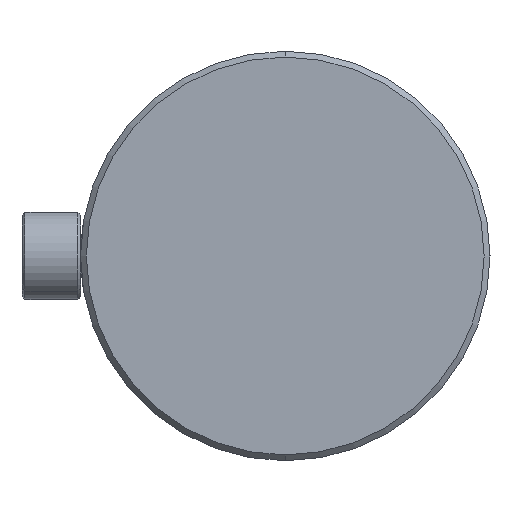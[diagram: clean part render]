
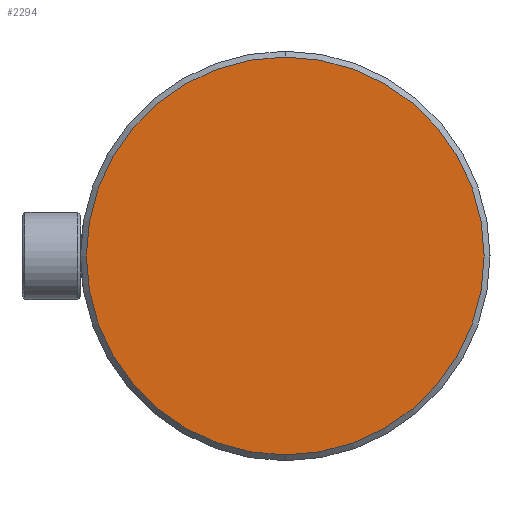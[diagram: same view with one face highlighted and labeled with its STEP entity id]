
A CAD part, left-side view. The second image highlights one B-rep face of the part: STEP entity #2294.
In plain terms, the highlighted planar face has unit normal (-1, 0, 0).
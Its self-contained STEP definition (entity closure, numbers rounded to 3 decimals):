
#34 = CIRCLE ( 'NONE', #728, 68. ) ;
#38 = PLANE ( 'NONE',  #934 ) ;
#83 = VERTEX_POINT ( 'NONE', #1413 ) ;
#86 = DIRECTION ( 'NONE',  ( 0., 0., 1. ) ) ;
#410 = DIRECTION ( 'NONE',  ( 1., 0., 0. ) ) ;
#418 = CARTESIAN_POINT ( 'NONE',  ( -30., 0., -68. ) ) ;
#470 = CARTESIAN_POINT ( 'NONE',  ( -30., 0., 0. ) ) ;
#616 = VERTEX_POINT ( 'NONE', #418 ) ;
#679 = EDGE_CURVE ( 'NONE', #83, #616, #34, .T. ) ;
#728 = AXIS2_PLACEMENT_3D ( 'NONE', #3243, #3203, #1821 ) ;
#824 = ORIENTED_EDGE ( 'NONE', *, *, #679, .F. ) ;
#919 = ORIENTED_EDGE ( 'NONE', *, *, #1810, .F. ) ;
#934 = AXIS2_PLACEMENT_3D ( 'NONE', #470, #1077, #86 ) ;
#1077 = DIRECTION ( 'NONE',  ( -1., 0., 0. ) ) ;
#1315 = DIRECTION ( 'NONE',  ( 0., 0., -1. ) ) ;
#1413 = CARTESIAN_POINT ( 'NONE',  ( -30., 0., 68. ) ) ;
#1473 = AXIS2_PLACEMENT_3D ( 'NONE', #1548, #410, #1315 ) ;
#1548 = CARTESIAN_POINT ( 'NONE',  ( -30., 0., 0. ) ) ;
#1810 = EDGE_CURVE ( 'NONE', #616, #83, #3169, .T. ) ;
#1821 = DIRECTION ( 'NONE',  ( 0., 0., -1. ) ) ;
#1928 = EDGE_LOOP ( 'NONE', ( #919, #824 ) ) ;
#2294 = ADVANCED_FACE ( 'NONE', ( #3090 ), #38, .T. ) ;
#3090 = FACE_OUTER_BOUND ( 'NONE', #1928, .T. ) ;
#3169 = CIRCLE ( 'NONE', #1473, 68. ) ;
#3203 = DIRECTION ( 'NONE',  ( 1., 0., 0. ) ) ;
#3243 = CARTESIAN_POINT ( 'NONE',  ( -30., 0., 0. ) ) ;
